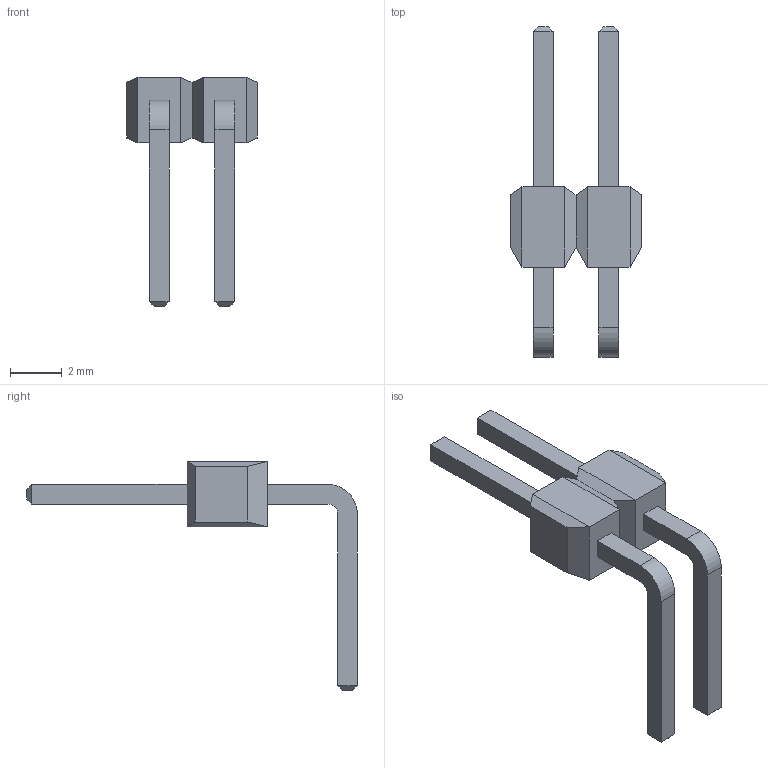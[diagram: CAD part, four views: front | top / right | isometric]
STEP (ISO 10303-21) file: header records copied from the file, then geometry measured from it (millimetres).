
FILE_DESCRIPTION(('STEP AP214'),'1');
FILE_NAME('CON2_1X2_P100RM_HDR_TYC','2024-08-27T09:34:16',(''),(''),'','','');
FILE_SCHEMA(('AUTOMOTIVE_DESIGN'));
Length unit declared in the file: millimetre
Products named in the file (1): product
Bounding box: 5.08 x 12.83 x 8.89 mm (x, y, z)
Volume: 56 mm3; surface area: 173.9 mm2
Topology: 5 solids, 5 shells, 74 faces, 156 edges, 92 vertices
Faces by surface type: plane 70, cylinder 4
Entity records: 1982 total; most frequent: DIRECTION 314, ORIENTED_EDGE 312, CARTESIAN_POINT 171, EDGE_CURVE 156, LINE 148, VECTOR 148, VERTEX_POINT 92, AXIS2_PLACEMENT_3D 83
